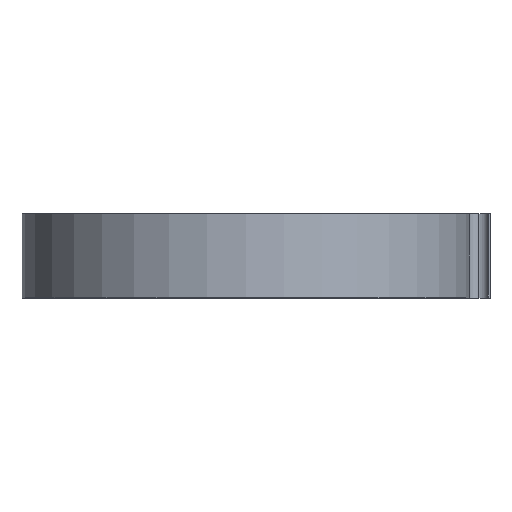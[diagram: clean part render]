
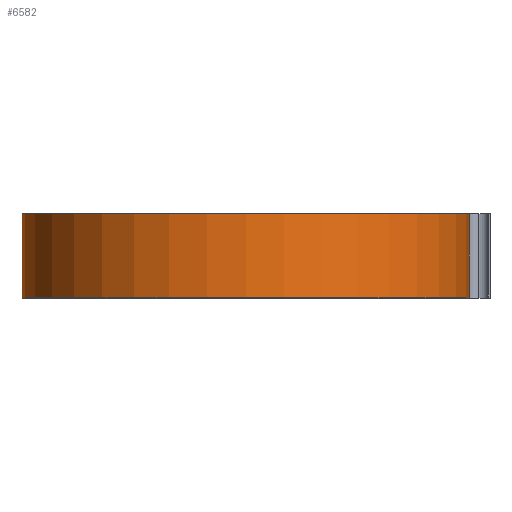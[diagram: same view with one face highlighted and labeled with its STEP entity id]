
A CAD part, top view. The second image highlights one B-rep face of the part: STEP entity #6582.
In plain terms, the highlighted cylindrical face has radius 58.499 mm (diameter 116.998 mm), a partial arc.
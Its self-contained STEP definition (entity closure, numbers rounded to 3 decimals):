
#5 = ORIENTED_EDGE ( 'NONE', *, *, #6124, .F. ) ;
#10 = VERTEX_POINT ( 'NONE', #6039 ) ;
#272 = ORIENTED_EDGE ( 'NONE', *, *, #5591, .T. ) ;
#281 = CARTESIAN_POINT ( 'NONE',  ( -58.499, 22., 0. ) ) ;
#674 = EDGE_LOOP ( 'NONE', ( #1412, #5, #6040, #272 ) ) ;
#850 = DIRECTION ( 'NONE',  ( 0., 1., 0. ) ) ;
#976 = DIRECTION ( 'NONE',  ( 0., -1., 0. ) ) ;
#1035 = VERTEX_POINT ( 'NONE', #3136 ) ;
#1185 = VECTOR ( 'NONE', #976, 1000. ) ;
#1234 = DIRECTION ( 'NONE',  ( 1., 0., 0. ) ) ;
#1412 = ORIENTED_EDGE ( 'NONE', *, *, #2440, .T. ) ;
#1541 = DIRECTION ( 'NONE',  ( 0., 0., -1. ) ) ;
#1749 = DIRECTION ( 'NONE',  ( 0., 1., 0. ) ) ;
#1951 = FACE_OUTER_BOUND ( 'NONE', #674, .T. ) ;
#2058 = CARTESIAN_POINT ( 'NONE',  ( 0., 22., 0. ) ) ;
#2236 = CIRCLE ( 'NONE', #2559, 58.499 ) ;
#2440 = EDGE_CURVE ( 'NONE', #10, #1035, #2236, .T. ) ;
#2473 = AXIS2_PLACEMENT_3D ( 'NONE', #6397, #1749, #1234 ) ;
#2559 = AXIS2_PLACEMENT_3D ( 'NONE', #2842, #850, #3987 ) ;
#2842 = CARTESIAN_POINT ( 'NONE',  ( 0., 0., 0. ) ) ;
#3124 = CIRCLE ( 'NONE', #2473, 58.499 ) ;
#3136 = CARTESIAN_POINT ( 'NONE',  ( 58.499, 0., 0. ) ) ;
#3231 = AXIS2_PLACEMENT_3D ( 'NONE', #2058, #6185, #1541 ) ;
#3236 = LINE ( 'NONE', #3715, #6478 ) ;
#3478 = CARTESIAN_POINT ( 'NONE',  ( 58.499, 22., 0. ) ) ;
#3715 = CARTESIAN_POINT ( 'NONE',  ( -58.499, 22., 0. ) ) ;
#3987 = DIRECTION ( 'NONE',  ( 1., 0., 0. ) ) ;
#4018 = CARTESIAN_POINT ( 'NONE',  ( 58.499, 22., 0. ) ) ;
#4190 = DIRECTION ( 'NONE',  ( 0., -1., 0. ) ) ;
#4586 = LINE ( 'NONE', #4018, #1185 ) ;
#4638 = CYLINDRICAL_SURFACE ( 'NONE', #3231, 58.499 ) ;
#4855 = VERTEX_POINT ( 'NONE', #281 ) ;
#4912 = EDGE_CURVE ( 'NONE', #4855, #6458, #3124, .T. ) ;
#5591 = EDGE_CURVE ( 'NONE', #4855, #10, #3236, .T. ) ;
#6039 = CARTESIAN_POINT ( 'NONE',  ( -58.499, 0., 0. ) ) ;
#6040 = ORIENTED_EDGE ( 'NONE', *, *, #4912, .F. ) ;
#6124 = EDGE_CURVE ( 'NONE', #6458, #1035, #4586, .T. ) ;
#6185 = DIRECTION ( 'NONE',  ( 0., -1., 0. ) ) ;
#6397 = CARTESIAN_POINT ( 'NONE',  ( 0., 22., 0. ) ) ;
#6458 = VERTEX_POINT ( 'NONE', #3478 ) ;
#6478 = VECTOR ( 'NONE', #4190, 1000. ) ;
#6582 = ADVANCED_FACE ( 'NONE', ( #1951 ), #4638, .T. ) ;
